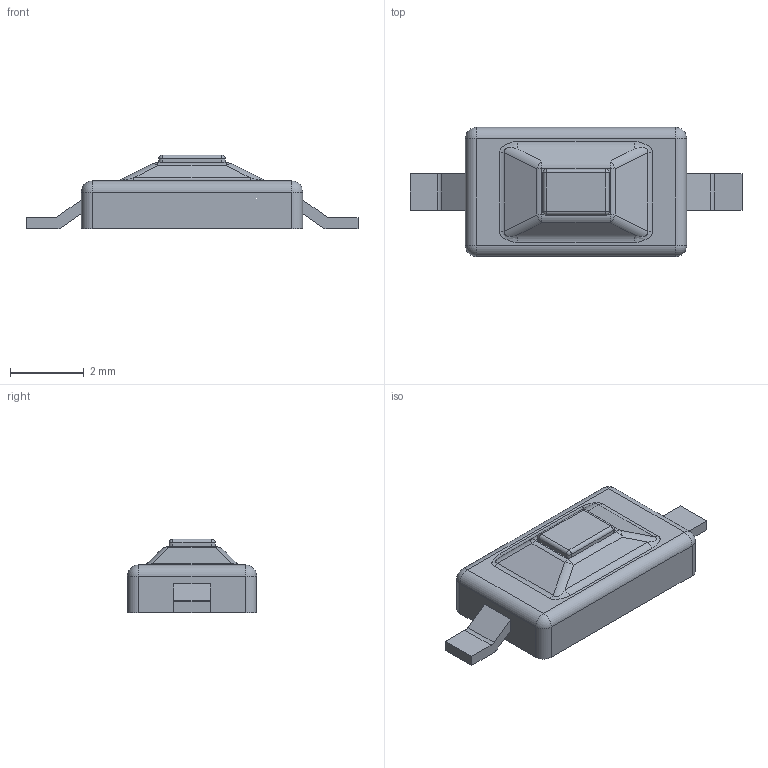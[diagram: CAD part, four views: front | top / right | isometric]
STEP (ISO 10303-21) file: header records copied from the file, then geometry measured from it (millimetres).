
FILE_DESCRIPTION(('FreeCAD Model'),'2;1');
FILE_NAME('SW_SPST_FSMSM.step', '2017-01-03T12:19:13',('DiegoLale'),('Lalebots'), 'Open CASCADE STEP processor 6.8','FreeCAD','Unknown');
FILE_SCHEMA(('AUTOMOTIVE_DESIGN_CC2 { 1 2 10303 214 -1 1 5 4 }'));
Length unit declared in the file: millimetre
Products named in the file (2): ASSEMBLY; pulsador
Assembly tree (1 placements, depth 2):
  ASSEMBLY
    pulsador
Bounding box: 9 x 3.5 x 2 mm (x, y, z)
Volume: 31.3 mm3; surface area: 74.2 mm2
Topology: 1 solids, 1 shells, 78 faces, 187 edges, 102 vertices
Faces by surface type: cylinder 32, plane 30, sphere 12, bspline 4
Entity records: 5596 total; most frequent: CARTESIAN_POINT 1625, DIRECTION 601, ORIENTED_EDGE 350, PCURVE 350, DEFINITIONAL_REPRESENTATION 350, LINE 335, VECTOR 335, EDGE_CURVE 175
